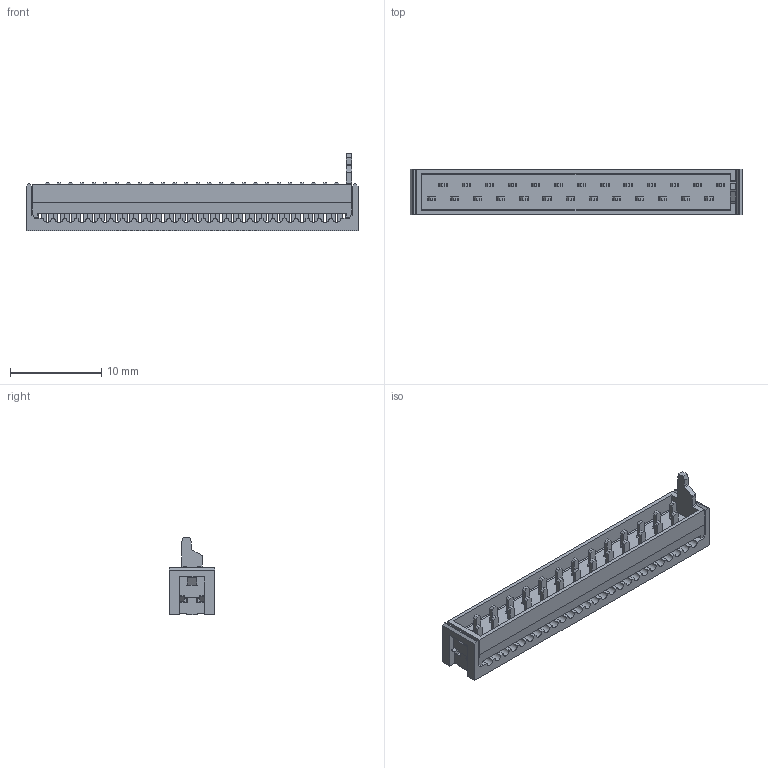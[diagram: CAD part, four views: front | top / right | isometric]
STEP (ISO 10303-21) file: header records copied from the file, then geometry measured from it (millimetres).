
FILE_DESCRIPTION(/* description */ ('Unknown'),/* implementation_level */ '2;1');
FILE_NAME(/* name */ '690157002672',/* time_stamp */ '2017-03-30T17:37:29+02:00',/* author */ ('Unknown'),/* organization */ ('Unknown'),/* preprocessor_version */ 'ST-DEVELOPER v16.7',/* originating_system */ 'DEX',/* authorisation */ $);
FILE_SCHEMA (('AUTOMOTIVE_DESIGN {1 0 10303 214 3 1 1}'));
Length unit declared in the file: millimetre
Products named in the file (4): 69015700xx72; 690157002672; 690157002672_Cover; 69015700xx72_Pin
Assembly tree (28 placements, depth 2):
  69015700xx72
    690157002672
    690157002672_Cover
    69015700xx72_Pin  x26
Bounding box: 36.45 x 5 x 8.5 mm (x, y, z)
Volume: 509.8 mm3; surface area: 1954.9 mm2
Topology: 28 solids, 28 shells, 1460 faces, 4374 edges, 2916 vertices
Faces by surface type: plane 1012, cylinder 448
Entity records: 20252 total; most frequent: ORIENTED_EDGE 3648, CARTESIAN_POINT 3629, DIRECTION 3148, EDGE_CURVE 1824, LINE 1678, VECTOR 1678, VERTEX_POINT 1216, AXIS2_PLACEMENT_3D 735
